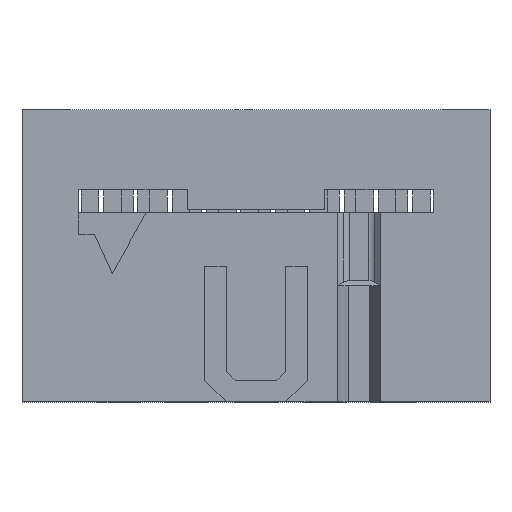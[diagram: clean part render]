
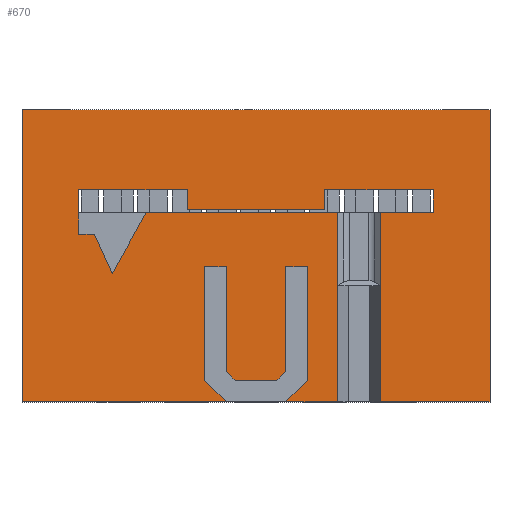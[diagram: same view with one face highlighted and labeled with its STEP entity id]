
A CAD part, top view. The second image highlights one B-rep face of the part: STEP entity #670.
In plain terms, the highlighted planar face has unit normal (0, 0, 1).
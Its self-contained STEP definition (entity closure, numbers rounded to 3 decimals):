
#670=ADVANCED_FACE('',(#1108),#891,.T.);
#891=PLANE('',#5073);
#1108=FACE_OUTER_BOUND('',#1326,.T.);
#1326=EDGE_LOOP('',(#1601,#1602,#1603,#1604,#1605,#1606,#1607,#1608,#1609,
#1610,#1611,#1612,#1613,#1614,#1615,#1616,#1617,#1618,#1619,#1620,#1621,
#1622,#1623,#1624,#1625,#1626,#1627,#1628,#1629,#1630,#1631,#1632,#1633));
#1601=ORIENTED_EDGE('',*,*,#3241,.F.);
#1602=ORIENTED_EDGE('',*,*,#3242,.T.);
#1603=ORIENTED_EDGE('',*,*,#3243,.F.);
#1604=ORIENTED_EDGE('',*,*,#3244,.T.);
#1605=ORIENTED_EDGE('',*,*,#3245,.F.);
#1606=ORIENTED_EDGE('',*,*,#3246,.F.);
#1607=ORIENTED_EDGE('',*,*,#3247,.F.);
#1608=ORIENTED_EDGE('',*,*,#3248,.T.);
#1609=ORIENTED_EDGE('',*,*,#3249,.T.);
#1610=ORIENTED_EDGE('',*,*,#3250,.T.);
#1611=ORIENTED_EDGE('',*,*,#3251,.T.);
#1612=ORIENTED_EDGE('',*,*,#3252,.T.);
#1613=ORIENTED_EDGE('',*,*,#3253,.T.);
#1614=ORIENTED_EDGE('',*,*,#3254,.T.);
#1615=ORIENTED_EDGE('',*,*,#3255,.T.);
#1616=ORIENTED_EDGE('',*,*,#3256,.T.);
#1617=ORIENTED_EDGE('',*,*,#3257,.T.);
#1618=ORIENTED_EDGE('',*,*,#3258,.T.);
#1619=ORIENTED_EDGE('',*,*,#3259,.F.);
#1620=ORIENTED_EDGE('',*,*,#3260,.F.);
#1621=ORIENTED_EDGE('',*,*,#3261,.T.);
#1622=ORIENTED_EDGE('',*,*,#3262,.F.);
#1623=ORIENTED_EDGE('',*,*,#3263,.T.);
#1624=ORIENTED_EDGE('',*,*,#3264,.T.);
#1625=ORIENTED_EDGE('',*,*,#3265,.T.);
#1626=ORIENTED_EDGE('',*,*,#3266,.F.);
#1627=ORIENTED_EDGE('',*,*,#3267,.F.);
#1628=ORIENTED_EDGE('',*,*,#3268,.T.);
#1629=ORIENTED_EDGE('',*,*,#3269,.T.);
#1630=ORIENTED_EDGE('',*,*,#3270,.T.);
#1631=ORIENTED_EDGE('',*,*,#3271,.F.);
#1632=ORIENTED_EDGE('',*,*,#3272,.T.);
#1633=ORIENTED_EDGE('',*,*,#3273,.F.);
#2829=VERTEX_POINT('',#6371);
#2834=VERTEX_POINT('',#6381);
#2835=VERTEX_POINT('',#6385);
#2836=VERTEX_POINT('',#6387);
#2837=VERTEX_POINT('',#6389);
#2838=VERTEX_POINT('',#6391);
#2839=VERTEX_POINT('',#6393);
#2840=VERTEX_POINT('',#6395);
#2841=VERTEX_POINT('',#6397);
#2842=VERTEX_POINT('',#6399);
#2843=VERTEX_POINT('',#6401);
#2844=VERTEX_POINT('',#6403);
#2845=VERTEX_POINT('',#6405);
#2846=VERTEX_POINT('',#6407);
#2847=VERTEX_POINT('',#6409);
#2848=VERTEX_POINT('',#6411);
#2849=VERTEX_POINT('',#6413);
#2850=VERTEX_POINT('',#6415);
#2851=VERTEX_POINT('',#6417);
#2852=VERTEX_POINT('',#6419);
#2853=VERTEX_POINT('',#6421);
#2854=VERTEX_POINT('',#6424);
#2855=VERTEX_POINT('',#6426);
#2856=VERTEX_POINT('',#6428);
#2857=VERTEX_POINT('',#6430);
#2858=VERTEX_POINT('',#6432);
#2859=VERTEX_POINT('',#6434);
#2860=VERTEX_POINT('',#6436);
#2861=VERTEX_POINT('',#6438);
#2862=VERTEX_POINT('',#6440);
#2863=VERTEX_POINT('',#6442);
#2864=VERTEX_POINT('',#6444);
#2865=VERTEX_POINT('',#6446);
#3241=EDGE_CURVE('',#2834,#2835,#3858,.T.);
#3242=EDGE_CURVE('',#2834,#2836,#3859,.T.);
#3243=EDGE_CURVE('',#2837,#2836,#3860,.T.);
#3244=EDGE_CURVE('',#2837,#2838,#3861,.T.);
#3245=EDGE_CURVE('',#2839,#2838,#3862,.T.);
#3246=EDGE_CURVE('',#2840,#2839,#3863,.T.);
#3247=EDGE_CURVE('',#2841,#2840,#3864,.T.);
#3248=EDGE_CURVE('',#2841,#2842,#3865,.T.);
#3249=EDGE_CURVE('',#2842,#2843,#3866,.T.);
#3250=EDGE_CURVE('',#2843,#2844,#3867,.T.);
#3251=EDGE_CURVE('',#2844,#2845,#3868,.T.);
#3252=EDGE_CURVE('',#2845,#2846,#3869,.T.);
#3253=EDGE_CURVE('',#2846,#2847,#3870,.T.);
#3254=EDGE_CURVE('',#2847,#2848,#3871,.T.);
#3255=EDGE_CURVE('',#2848,#2849,#3872,.T.);
#3256=EDGE_CURVE('',#2849,#2850,#3873,.T.);
#3257=EDGE_CURVE('',#2850,#2851,#3874,.T.);
#3258=EDGE_CURVE('',#2851,#2852,#3875,.T.);
#3259=EDGE_CURVE('',#2853,#2852,#3876,.T.);
#3260=EDGE_CURVE('',#2829,#2853,#3877,.T.);
#3261=EDGE_CURVE('',#2829,#2854,#3878,.T.);
#3262=EDGE_CURVE('',#2855,#2854,#3879,.T.);
#3263=EDGE_CURVE('',#2855,#2856,#3880,.T.);
#3264=EDGE_CURVE('',#2856,#2857,#3881,.T.);
#3265=EDGE_CURVE('',#2857,#2858,#3882,.T.);
#3266=EDGE_CURVE('',#2859,#2858,#3883,.T.);
#3267=EDGE_CURVE('',#2860,#2859,#3884,.T.);
#3268=EDGE_CURVE('',#2860,#2861,#3885,.T.);
#3269=EDGE_CURVE('',#2861,#2862,#3886,.T.);
#3270=EDGE_CURVE('',#2862,#2863,#3887,.T.);
#3271=EDGE_CURVE('',#2864,#2863,#3888,.T.);
#3272=EDGE_CURVE('',#2864,#2865,#3889,.T.);
#3273=EDGE_CURVE('',#2835,#2865,#3890,.T.);
#3858=LINE('',#6384,#4467);
#3859=LINE('',#6386,#4468);
#3860=LINE('',#6388,#4469);
#3861=LINE('',#6390,#4470);
#3862=LINE('',#6392,#4471);
#3863=LINE('',#6394,#4472);
#3864=LINE('',#6396,#4473);
#3865=LINE('',#6398,#4474);
#3866=LINE('',#6400,#4475);
#3867=LINE('',#6402,#4476);
#3868=LINE('',#6404,#4477);
#3869=LINE('',#6406,#4478);
#3870=LINE('',#6408,#4479);
#3871=LINE('',#6410,#4480);
#3872=LINE('',#6412,#4481);
#3873=LINE('',#6414,#4482);
#3874=LINE('',#6416,#4483);
#3875=LINE('',#6418,#4484);
#3876=LINE('',#6420,#4485);
#3877=LINE('',#6422,#4486);
#3878=LINE('',#6423,#4487);
#3879=LINE('',#6425,#4488);
#3880=LINE('',#6427,#4489);
#3881=LINE('',#6429,#4490);
#3882=LINE('',#6431,#4491);
#3883=LINE('',#6433,#4492);
#3884=LINE('',#6435,#4493);
#3885=LINE('',#6437,#4494);
#3886=LINE('',#6439,#4495);
#3887=LINE('',#6441,#4496);
#3888=LINE('',#6443,#4497);
#3889=LINE('',#6445,#4498);
#3890=LINE('',#6447,#4499);
#4467=VECTOR('',#5312,1.);
#4468=VECTOR('',#5313,1.);
#4469=VECTOR('',#5314,1.);
#4470=VECTOR('',#5315,1.);
#4471=VECTOR('',#5316,1.);
#4472=VECTOR('',#5317,1.);
#4473=VECTOR('',#5318,1.);
#4474=VECTOR('',#5319,1.);
#4475=VECTOR('',#5320,1.);
#4476=VECTOR('',#5321,1.);
#4477=VECTOR('',#5322,1.);
#4478=VECTOR('',#5323,1.);
#4479=VECTOR('',#5324,1.);
#4480=VECTOR('',#5325,1.);
#4481=VECTOR('',#5326,1.);
#4482=VECTOR('',#5327,1.);
#4483=VECTOR('',#5328,1.);
#4484=VECTOR('',#5329,1.);
#4485=VECTOR('',#5330,1.);
#4486=VECTOR('',#5331,1.);
#4487=VECTOR('',#5332,1.);
#4488=VECTOR('',#5333,1.);
#4489=VECTOR('',#5334,1.);
#4490=VECTOR('',#5335,1.);
#4491=VECTOR('',#5336,1.);
#4492=VECTOR('',#5337,1.);
#4493=VECTOR('',#5338,1.);
#4494=VECTOR('',#5339,1.);
#4495=VECTOR('',#5340,1.);
#4496=VECTOR('',#5341,1.);
#4497=VECTOR('',#5342,1.);
#4498=VECTOR('',#5343,1.);
#4499=VECTOR('',#5344,1.);
#5073=AXIS2_PLACEMENT_3D('',#6448,#5345,#5346);
#5312=DIRECTION('',(0.,1.,0.));
#5313=DIRECTION('',(0.,-1.,0.));
#5314=DIRECTION('',(-1.,0.,0.));
#5315=DIRECTION('',(0.,1.,0.));
#5316=DIRECTION('',(1.,0.,0.));
#5317=DIRECTION('',(0.,1.,0.));
#5318=DIRECTION('',(-1.,0.,0.));
#5319=DIRECTION('',(-0.707,0.707,0.));
#5320=DIRECTION('',(0.,1.,0.));
#5321=DIRECTION('',(1.,0.,0.));
#5322=DIRECTION('',(0.,-1.,0.));
#5323=DIRECTION('',(0.707,-0.707,0.));
#5324=DIRECTION('',(1.,0.,0.));
#5325=DIRECTION('',(0.707,0.707,0.));
#5326=DIRECTION('',(0.,1.,0.));
#5327=DIRECTION('',(1.,0.,0.));
#5328=DIRECTION('',(0.,-1.,0.));
#5329=DIRECTION('',(-0.707,-0.707,0.));
#5330=DIRECTION('',(-1.,0.,0.));
#5331=DIRECTION('',(0.,-1.,0.));
#5332=DIRECTION('',(0.,1.,0.));
#5333=DIRECTION('',(1.,0.,0.));
#5334=DIRECTION('',(-0.486,-0.874,0.));
#5335=DIRECTION('',(-0.416,0.91,0.));
#5336=DIRECTION('',(-1.,0.,0.));
#5337=DIRECTION('',(0.,-1.,0.));
#5338=DIRECTION('',(-1.,0.,0.));
#5339=DIRECTION('',(0.,-1.,0.));
#5340=DIRECTION('',(1.,0.,0.));
#5341=DIRECTION('',(0.,1.,0.));
#5342=DIRECTION('',(-1.,0.,0.));
#5343=DIRECTION('',(0.,-1.,0.));
#5344=DIRECTION('',(1.,0.,0.));
#5345=DIRECTION('',(0.,0.,1.));
#5346=DIRECTION('',(1.,0.,0.));
#6371=CARTESIAN_POINT('',(11.66,4.3,6.1));
#6381=CARTESIAN_POINT('',(13.26,4.3,6.1));
#6384=CARTESIAN_POINT('',(13.26,4.3,6.1));
#6385=CARTESIAN_POINT('',(13.26,7.,6.1));
#6386=CARTESIAN_POINT('',(13.26,7.4,6.1));
#6387=CARTESIAN_POINT('',(13.26,0.,6.1));
#6388=CARTESIAN_POINT('',(17.3,0.,6.1));
#6389=CARTESIAN_POINT('',(17.3,0.,6.1));
#6390=CARTESIAN_POINT('',(17.3,0.,6.1));
#6391=CARTESIAN_POINT('',(17.3,10.8,6.1));
#6392=CARTESIAN_POINT('',(0.,10.8,6.1));
#6393=CARTESIAN_POINT('',(0.,10.8,6.1));
#6394=CARTESIAN_POINT('',(0.,0.,6.1));
#6395=CARTESIAN_POINT('',(0.,0.,6.1));
#6396=CARTESIAN_POINT('',(7.55,0.,6.1));
#6397=CARTESIAN_POINT('',(7.55,0.,6.1));
#6398=CARTESIAN_POINT('',(7.55,0.,6.1));
#6399=CARTESIAN_POINT('',(6.75,0.8,6.1));
#6400=CARTESIAN_POINT('',(6.75,0.8,6.1));
#6401=CARTESIAN_POINT('',(6.75,5.,6.1));
#6402=CARTESIAN_POINT('',(6.75,5.,6.1));
#6403=CARTESIAN_POINT('',(7.55,5.,6.1));
#6404=CARTESIAN_POINT('',(7.55,5.,6.1));
#6405=CARTESIAN_POINT('',(7.55,1.131,6.1));
#6406=CARTESIAN_POINT('',(7.55,1.131,6.1));
#6407=CARTESIAN_POINT('',(7.881,0.8,6.1));
#6408=CARTESIAN_POINT('',(7.881,0.8,6.1));
#6409=CARTESIAN_POINT('',(9.419,0.8,6.1));
#6410=CARTESIAN_POINT('',(9.419,0.8,6.1));
#6411=CARTESIAN_POINT('',(9.75,1.131,6.1));
#6412=CARTESIAN_POINT('',(9.75,1.131,6.1));
#6413=CARTESIAN_POINT('',(9.75,5.,6.1));
#6414=CARTESIAN_POINT('',(9.75,5.,6.1));
#6415=CARTESIAN_POINT('',(10.55,5.,6.1));
#6416=CARTESIAN_POINT('',(10.55,5.,6.1));
#6417=CARTESIAN_POINT('',(10.55,0.8,6.1));
#6418=CARTESIAN_POINT('',(10.55,0.8,6.1));
#6419=CARTESIAN_POINT('',(9.75,0.,6.1));
#6420=CARTESIAN_POINT('',(17.3,0.,6.1));
#6421=CARTESIAN_POINT('',(11.66,0.,6.1));
#6422=CARTESIAN_POINT('',(11.66,7.4,6.1));
#6423=CARTESIAN_POINT('',(11.66,4.3,6.1));
#6424=CARTESIAN_POINT('',(11.66,7.,6.1));
#6425=CARTESIAN_POINT('',(4.59,7.,6.1));
#6426=CARTESIAN_POINT('',(4.59,7.,6.1));
#6427=CARTESIAN_POINT('',(4.59,7.,6.1));
#6428=CARTESIAN_POINT('',(3.34,4.75,6.1));
#6429=CARTESIAN_POINT('',(3.34,4.75,6.1));
#6430=CARTESIAN_POINT('',(2.677,6.2,6.1));
#6431=CARTESIAN_POINT('',(2.677,6.2,6.1));
#6432=CARTESIAN_POINT('',(2.09,6.2,6.1));
#6433=CARTESIAN_POINT('',(2.09,7.85,6.1));
#6434=CARTESIAN_POINT('',(2.09,7.85,6.1));
#6435=CARTESIAN_POINT('',(4.83,7.85,6.1));
#6436=CARTESIAN_POINT('',(6.11,7.85,6.1));
#6437=CARTESIAN_POINT('',(6.11,7.85,6.1));
#6438=CARTESIAN_POINT('',(6.11,7.1,6.1));
#6439=CARTESIAN_POINT('',(4.83,7.1,6.1));
#6440=CARTESIAN_POINT('',(11.19,7.1,6.1));
#6441=CARTESIAN_POINT('',(11.19,7.1,6.1));
#6442=CARTESIAN_POINT('',(11.19,7.85,6.1));
#6443=CARTESIAN_POINT('',(15.21,7.85,6.1));
#6444=CARTESIAN_POINT('',(15.21,7.85,6.1));
#6445=CARTESIAN_POINT('',(15.21,7.85,6.1));
#6446=CARTESIAN_POINT('',(15.21,7.,6.1));
#6447=CARTESIAN_POINT('',(4.59,7.,6.1));
#6448=CARTESIAN_POINT('',(-0.633,-0.74,6.1));
